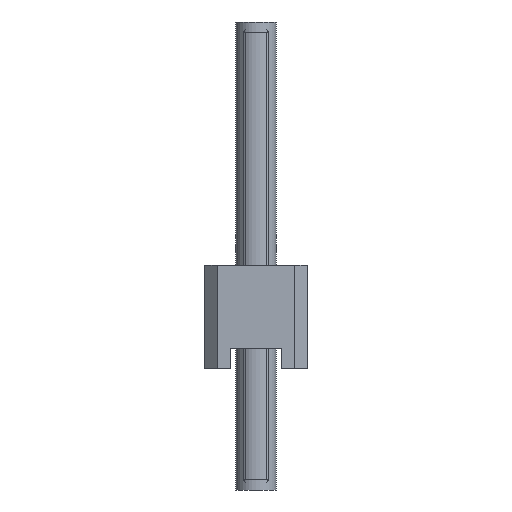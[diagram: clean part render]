
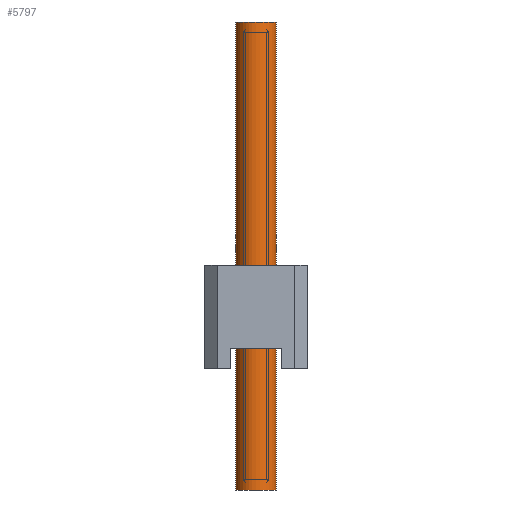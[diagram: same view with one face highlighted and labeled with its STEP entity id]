
A CAD part, left-side view. The second image highlights one B-rep face of the part: STEP entity #5797.
In plain terms, the highlighted cylindrical face has radius 0.5 mm (diameter 1 mm), a full revolution.
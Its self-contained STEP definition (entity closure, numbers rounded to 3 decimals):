
#3288=ORIENTED_EDGE('',*,*,#4112,.F.);
#3289=ORIENTED_EDGE('',*,*,#4113,.T.);
#4112=EDGE_CURVE('',#4662,#4662,#4808,.T.);
#4113=EDGE_CURVE('',#4663,#4663,#4809,.T.);
#4662=VERTEX_POINT('',#9529);
#4663=VERTEX_POINT('',#9531);
#4808=CIRCLE('',#6273,0.5);
#4809=CIRCLE('',#6274,0.5);
#5124=EDGE_LOOP('',(#3288));
#5125=EDGE_LOOP('',(#3289));
#5440=FACE_BOUND('',#5124,.T.);
#5441=FACE_BOUND('',#5125,.T.);
#5518=CYLINDRICAL_SURFACE('',#6272,0.5);
#5797=ADVANCED_FACE('',(#5440,#5441),#5518,.F.);
#6272=AXIS2_PLACEMENT_3D('',#9527,#7835,#7836);
#6273=AXIS2_PLACEMENT_3D('',#9528,#7837,#7838);
#6274=AXIS2_PLACEMENT_3D('',#9530,#7839,#7840);
#7835=DIRECTION('',(0.,0.,1.));
#7836=DIRECTION('',(1.,0.,0.));
#7837=DIRECTION('',(0.,0.,-1.));
#7838=DIRECTION('',(1.,0.,0.));
#7839=DIRECTION('',(0.,0.,-1.));
#7840=DIRECTION('',(1.,0.,0.));
#9527=CARTESIAN_POINT('',(0.,0.,0.));
#9528=CARTESIAN_POINT('',(0.,0.,11.54));
#9529=CARTESIAN_POINT('',(0.5,0.,11.54));
#9530=CARTESIAN_POINT('',(0.,0.,0.));
#9531=CARTESIAN_POINT('',(0.5,0.,0.));
